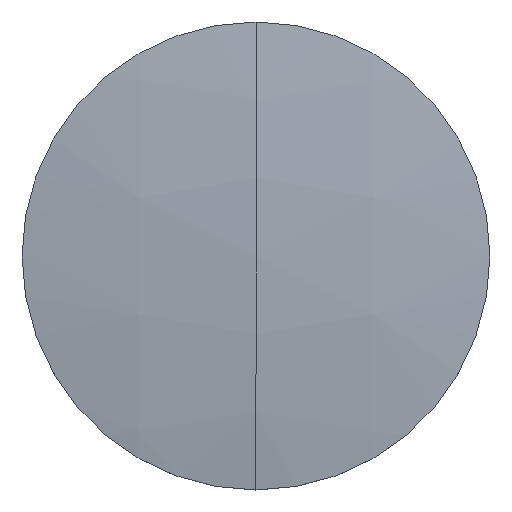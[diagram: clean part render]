
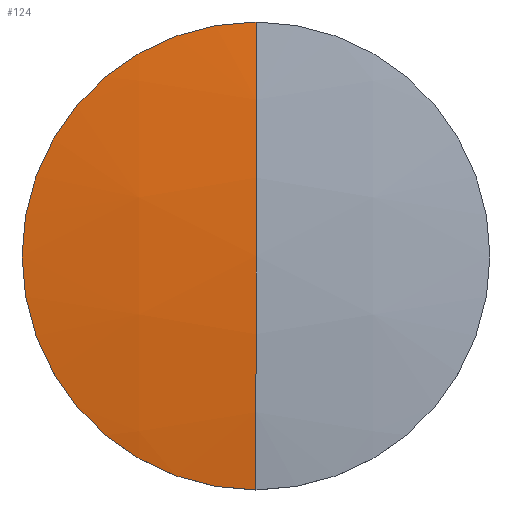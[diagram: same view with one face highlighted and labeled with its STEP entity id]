
A CAD part, top view. The second image highlights one B-rep face of the part: STEP entity #124.
In plain terms, the highlighted spherical face has radius 103.01 mm.
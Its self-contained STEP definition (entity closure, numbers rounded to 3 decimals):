
#23 = CARTESIAN_POINT ( 'NONE',  ( 0., -15., 0.292 ) ) ;
#24 = DIRECTION ( 'NONE',  ( 1., 0., 0. ) ) ;
#25 = DIRECTION ( 'NONE',  ( 0., 0., 1. ) ) ;
#26 = CARTESIAN_POINT ( 'NONE',  ( 0., 0., 0.292 ) ) ;
#27 = AXIS2_PLACEMENT_3D ( 'NONE', #26, #25, #24 ) ;
#28 = EDGE_LOOP ( 'NONE', ( #29, #30, #160, #163 ) ) ;
#29 = ORIENTED_EDGE ( 'NONE', *, *, #53, .T. ) ;
#30 = ORIENTED_EDGE ( 'NONE', *, *, #31, .T. ) ;
#31 = EDGE_CURVE ( 'NONE', #49, #32, #141, .T. ) ;
#32 = VERTEX_POINT ( 'NONE', #23 ) ;
#40 = CARTESIAN_POINT ( 'NONE',  ( -15., 0., 0.292 ) ) ;
#49 = VERTEX_POINT ( 'NONE', #40 ) ;
#53 = EDGE_CURVE ( 'NONE', #54, #49, #81, .T. ) ;
#54 = VERTEX_POINT ( 'NONE', #76 ) ;
#76 = CARTESIAN_POINT ( 'NONE',  ( 0., 15., 0.292 ) ) ;
#77 = DIRECTION ( 'NONE',  ( 1., 0., 0. ) ) ;
#78 = DIRECTION ( 'NONE',  ( 0., 0., 1. ) ) ;
#79 = CARTESIAN_POINT ( 'NONE',  ( 0., 0., 0.292 ) ) ;
#80 = AXIS2_PLACEMENT_3D ( 'NONE', #79, #78, #77 ) ;
#81 = CIRCLE ( 'NONE', #80, 15. ) ;
#84 = CARTESIAN_POINT ( 'NONE',  ( 0., 0., -101.62 ) ) ;
#85 = AXIS2_PLACEMENT_3D ( 'NONE', #84, #140, #139 ) ;
#86 = CIRCLE ( 'NONE', #138, 103.01 ) ;
#87 = SPHERICAL_SURFACE ( 'NONE', #85, 103.01 ) ;
#102 = FACE_OUTER_BOUND ( 'NONE', #28, .T. ) ;
#124 = ADVANCED_FACE ( 'NONE', ( #102 ), #87, .T. ) ;
#129 = DIRECTION ( 'NONE',  ( 0., 0., -1. ) ) ;
#130 = DIRECTION ( 'NONE',  ( 1., 0., 0. ) ) ;
#131 = CARTESIAN_POINT ( 'NONE',  ( 0., 0., -101.62 ) ) ;
#132 = AXIS2_PLACEMENT_3D ( 'NONE', #131, #130, #129 ) ;
#133 = CIRCLE ( 'NONE', #132, 103.01 ) ;
#134 = CARTESIAN_POINT ( 'NONE',  ( 0., 0., 1.39 ) ) ;
#135 = DIRECTION ( 'NONE',  ( 0., -1., 0. ) ) ;
#136 = DIRECTION ( 'NONE',  ( -1., 0., 0. ) ) ;
#137 = CARTESIAN_POINT ( 'NONE',  ( 0., 0., -101.62 ) ) ;
#138 = AXIS2_PLACEMENT_3D ( 'NONE', #137, #136, #135 ) ;
#139 = DIRECTION ( 'NONE',  ( 0., 1., 0. ) ) ;
#140 = DIRECTION ( 'NONE',  ( -1., 0., 0. ) ) ;
#141 = CIRCLE ( 'NONE', #27, 15. ) ;
#160 = ORIENTED_EDGE ( 'NONE', *, *, #161, .T. ) ;
#161 = EDGE_CURVE ( 'NONE', #32, #162, #86, .T. ) ;
#162 = VERTEX_POINT ( 'NONE', #134 ) ;
#163 = ORIENTED_EDGE ( 'NONE', *, *, #164, .F. ) ;
#164 = EDGE_CURVE ( 'NONE', #54, #162, #133, .T. ) ;
